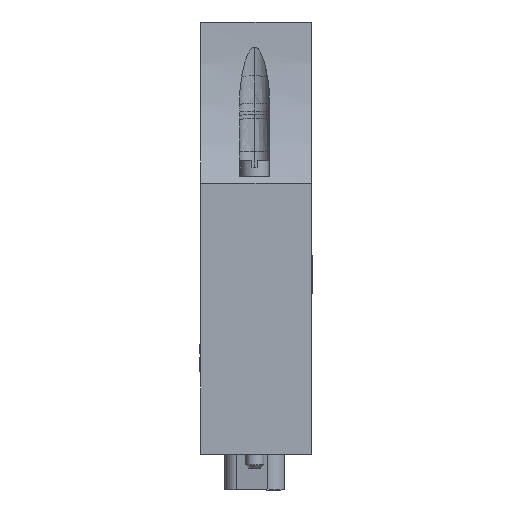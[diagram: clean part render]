
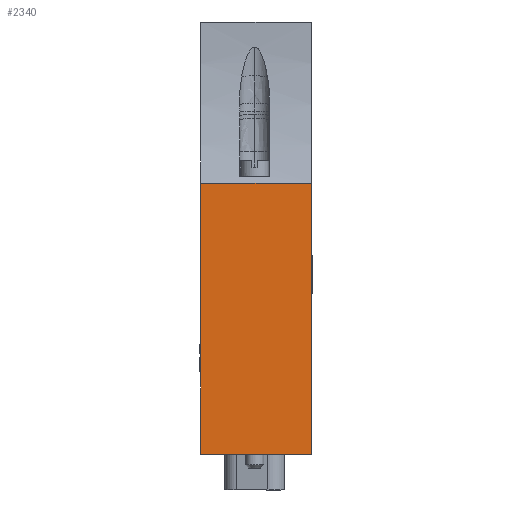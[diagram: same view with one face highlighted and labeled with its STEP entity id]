
A CAD part, front view. The second image highlights one B-rep face of the part: STEP entity #2340.
In plain terms, the highlighted face is planar.
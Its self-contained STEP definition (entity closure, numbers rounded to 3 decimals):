
#1263=PLANE('',#22977);
#2340=ADVANCED_FACE('',(#3578),#1263,.T.);
#3578=FACE_OUTER_BOUND('',#4786,.T.);
#4786=EDGE_LOOP('',(#12829,#12830,#12831,#12832));
#6246=LINE('',#30797,#8960);
#6274=LINE('',#30866,#8988);
#6628=LINE('',#31751,#9342);
#6629=LINE('',#31753,#9343);
#8960=VECTOR('',#25019,1.);
#8988=VECTOR('',#25061,1.);
#9342=VECTOR('',#25529,1.);
#9343=VECTOR('',#25532,1.);
#12829=ORIENTED_EDGE('',*,*,#19984,.F.);
#12830=ORIENTED_EDGE('',*,*,#20394,.F.);
#12831=ORIENTED_EDGE('',*,*,#19950,.T.);
#12832=ORIENTED_EDGE('',*,*,#20395,.T.);
#17735=VERTEX_POINT('',#30796);
#17736=VERTEX_POINT('',#30798);
#17769=VERTEX_POINT('',#30865);
#17770=VERTEX_POINT('',#30867);
#19950=EDGE_CURVE('',#17736,#17735,#6246,.T.);
#19984=EDGE_CURVE('',#17769,#17770,#6274,.T.);
#20394=EDGE_CURVE('',#17736,#17769,#6628,.T.);
#20395=EDGE_CURVE('',#17735,#17770,#6629,.T.);
#22977=AXIS2_PLACEMENT_3D('',#31754,#25533,#25534);
#25019=DIRECTION('',(0.,0.,-1.));
#25061=DIRECTION('',(0.,0.,-1.));
#25529=DIRECTION('',(0.,1.,0.));
#25532=DIRECTION('',(0.,1.,0.));
#25533=DIRECTION('',(1.,0.,0.));
#25534=DIRECTION('',(0.,0.,-1.));
#30796=CARTESIAN_POINT('',(-1.3,-9.3,-11.95));
#30797=CARTESIAN_POINT('',(-1.3,-9.3,26.7));
#30798=CARTESIAN_POINT('',(-1.3,-9.3,26.7));
#30865=CARTESIAN_POINT('',(-1.3,6.5,26.7));
#30866=CARTESIAN_POINT('',(-1.3,6.5,26.7));
#30867=CARTESIAN_POINT('',(-1.3,6.5,-11.95));
#31751=CARTESIAN_POINT('',(-1.3,-9.3,26.7));
#31753=CARTESIAN_POINT('',(-1.3,-9.3,-11.95));
#31754=CARTESIAN_POINT('',(-1.3,-9.3,26.7));
